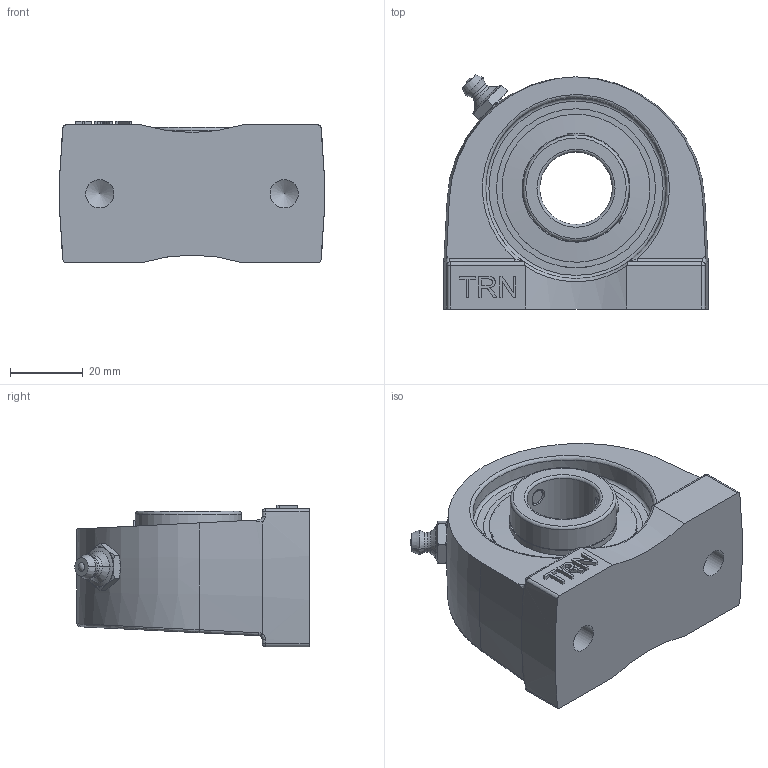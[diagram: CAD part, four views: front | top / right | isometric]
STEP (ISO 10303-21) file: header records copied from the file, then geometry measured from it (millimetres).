
FILE_DESCRIPTION(/* description */ ('Alibre Inc.'),/* implementation_level */ '2;1');
FILE_NAME(/* name */ 'export0',/* time_stamp */ '2015-11-19T15:36:17-08:00',/* author */ (''),/* organization */ (''),/* preprocessor_version */ 'ST-DEVELOPER v12',/* originating_system */ 'Alibre',/* authorisation */ '');
FILE_SCHEMA (('AUTOMOTIVE_DESIGN'));
Products named in the file (7): 3
Bounding box: 72.85 x 64.6 x 39 mm (x, y, z)
Volume: 89085.3 mm3; surface area: 32871 mm2
Topology: 8 solids, 8 shells, 237 faces, 585 edges, 361 vertices
Faces by surface type: plane 89, cylinder 50, bspline 38, cone 32, torus 16, sphere 12
Full cylindrical faces by diameter (mm): 1.498 x2, 4.917 x4, 6 x2, 7.798 x2, 20 x1, 29.21 x3, 29.718 x2, 40 x1, 40.792 x2, 49.784 x2
Entity records: 9993 total; most frequent: CARTESIAN_POINT 5286, ORIENTED_EDGE 980, DIRECTION 774, EDGE_CURVE 490, AXIS2_PLACEMENT_3D 333, VERTEX_POINT 322, FACE_BOUND 276, EDGE_LOOP 274
